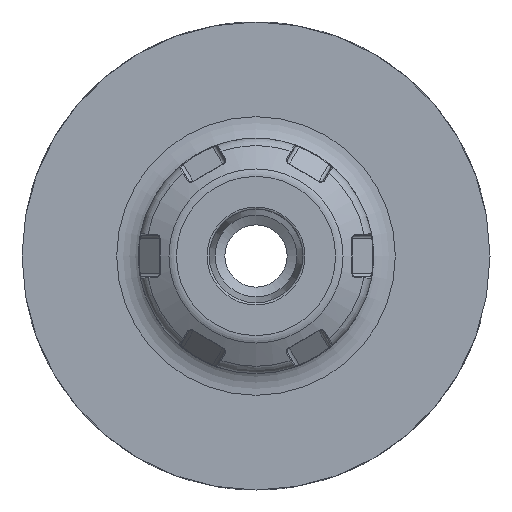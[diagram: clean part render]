
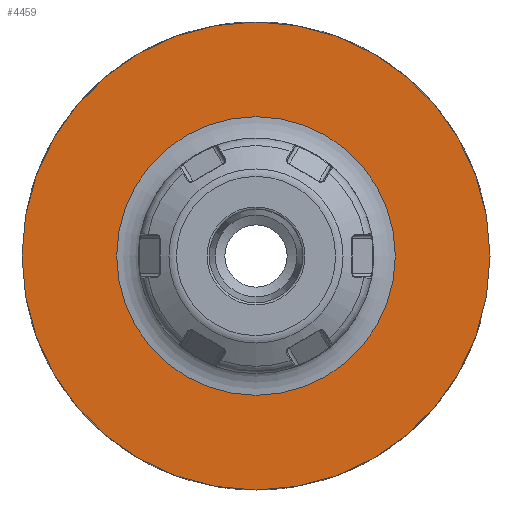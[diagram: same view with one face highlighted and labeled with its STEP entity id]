
A CAD part, left-side view. The second image highlights one B-rep face of the part: STEP entity #4459.
In plain terms, the highlighted planar face has unit normal (-1, 0, 0).
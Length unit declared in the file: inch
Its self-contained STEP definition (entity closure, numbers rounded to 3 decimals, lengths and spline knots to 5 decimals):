
#96=FACE_BOUND('',#750,.T.);
#173=PLANE('',#4848);
#492=FACE_OUTER_BOUND('',#749,.T.);
#749=EDGE_LOOP('',(#3844,#3845));
#750=EDGE_LOOP('',(#3846,#3847));
#929=CIRCLE('',#4846,0.73819);
#930=CIRCLE('',#4847,0.73819);
#931=CIRCLE('',#4849,1.24016);
#932=CIRCLE('',#4850,1.24016);
#1995=VERTEX_POINT('',#15070);
#1996=VERTEX_POINT('',#15072);
#1997=VERTEX_POINT('',#15076);
#1998=VERTEX_POINT('',#15077);
#2631=EDGE_CURVE('',#1996,#1995,#929,.T.);
#2632=EDGE_CURVE('',#1995,#1996,#930,.T.);
#2633=EDGE_CURVE('',#1997,#1998,#931,.T.);
#2634=EDGE_CURVE('',#1998,#1997,#932,.T.);
#3844=ORIENTED_EDGE('',*,*,#2633,.F.);
#3845=ORIENTED_EDGE('',*,*,#2634,.F.);
#3846=ORIENTED_EDGE('',*,*,#2631,.T.);
#3847=ORIENTED_EDGE('',*,*,#2632,.T.);
#4459=ADVANCED_FACE('',(#492,#96),#173,.T.);
#4846=AXIS2_PLACEMENT_3D('',#15073,#5809,#5810);
#4847=AXIS2_PLACEMENT_3D('',#15074,#5811,#5812);
#4848=AXIS2_PLACEMENT_3D('',#15075,#5813,#5814);
#4849=AXIS2_PLACEMENT_3D('',#15078,#5815,#5816);
#4850=AXIS2_PLACEMENT_3D('',#15079,#5817,#5818);
#5809=DIRECTION('center_axis',(1.,0.,0.));
#5810=DIRECTION('ref_axis',(0.,1.,0.));
#5811=DIRECTION('center_axis',(1.,0.,0.));
#5812=DIRECTION('ref_axis',(0.,1.,0.));
#5813=DIRECTION('center_axis',(-1.,0.,0.));
#5814=DIRECTION('ref_axis',(0.,0.,1.));
#5815=DIRECTION('center_axis',(1.,0.,0.));
#5816=DIRECTION('ref_axis',(0.,1.,0.));
#5817=DIRECTION('center_axis',(1.,0.,0.));
#5818=DIRECTION('ref_axis',(0.,1.,0.));
#15070=CARTESIAN_POINT('',(-0.86614,0.,0.73819));
#15072=CARTESIAN_POINT('',(-0.86614,0.73819,0.));
#15073=CARTESIAN_POINT('Origin',(-0.86614,0.,
0.));
#15074=CARTESIAN_POINT('Origin',(-0.86614,0.,
0.));
#15075=CARTESIAN_POINT('Origin',(-0.86614,0.98917,0.));
#15076=CARTESIAN_POINT('',(-0.86614,1.24016,0.));
#15077=CARTESIAN_POINT('',(-0.86614,-1.24016,0.));
#15078=CARTESIAN_POINT('Origin',(-0.86614,0.,
0.));
#15079=CARTESIAN_POINT('Origin',(-0.86614,0.,
0.));
